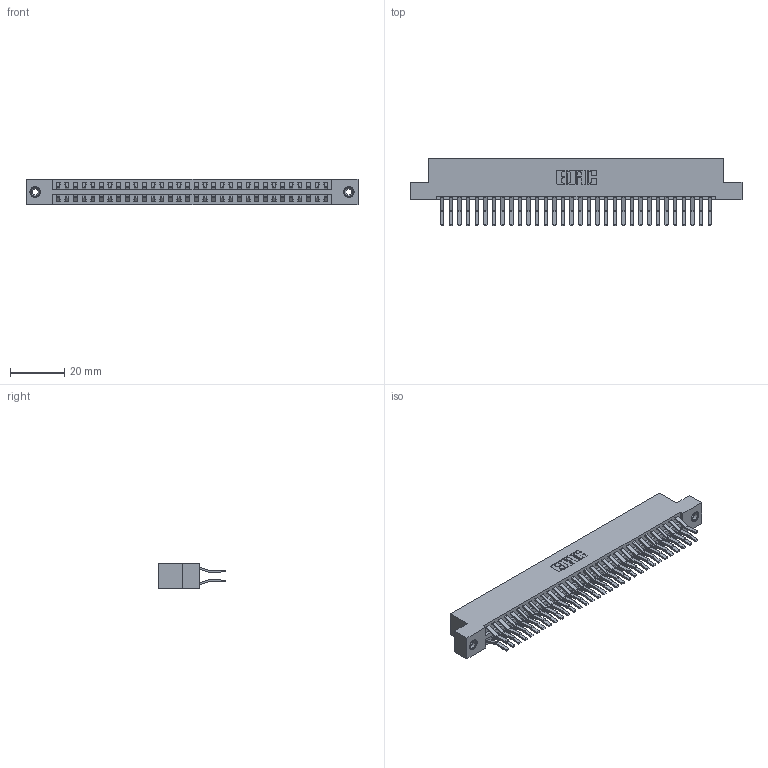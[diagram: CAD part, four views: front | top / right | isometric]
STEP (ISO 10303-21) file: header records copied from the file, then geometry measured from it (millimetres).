
FILE_DESCRIPTION (( 'STEP AP203' ), '1' );
FILE_NAME ('346-064-560-208.STEP', '2018-08-28T09:58:16', ( '' ), ( '' ), 'SwSTEP 2.0', 'SolidWorks 2016', '' );
FILE_SCHEMA (( 'CONFIG_CONTROL_DESIGN' ));
Length unit declared in the file: inch
Products named in the file (4): 346 Part_Flush Mounting Lugs - 0.156 Dia-TI; 345-292-001_560 Tail; 345-250-001_345-250-003-102; 346-064-560-208
Assembly tree (67 placements, depth 2):
  346-064-560-208
    346 Part_Flush Mounting Lugs - 0.156 Dia-TI
    345-292-001_560 Tail  x64
    345-250-001_345-250-003-102  x2
Bounding box: 122.17 x 24.78 x 9.4 mm (x, y, z)
Volume: 12248.8 mm3; surface area: 17818.8 mm2
Topology: 67 solids, 67 shells, 3638 faces, 10769 edges, 7086 vertices
Faces by surface type: plane 2348, cylinder 1274, cone 12, torus 4
Entity records: 23504 total; most frequent: CARTESIAN_POINT 3871, ORIENTED_EDGE 3798, DIRECTION 3493, EDGE_CURVE 1899, LINE 1615, VECTOR 1615, VERTEX_POINT 1260, AXIS2_PLACEMENT_3D 939
